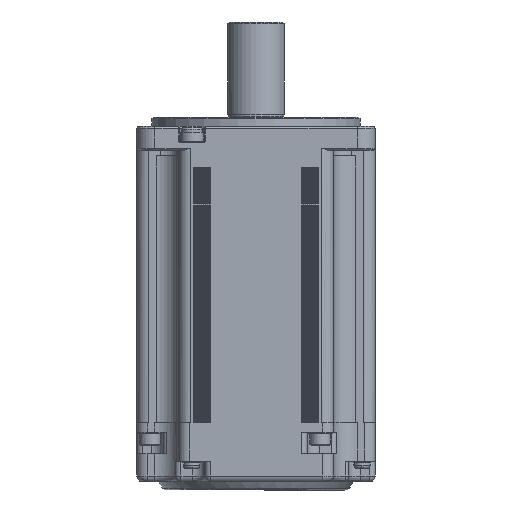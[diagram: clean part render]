
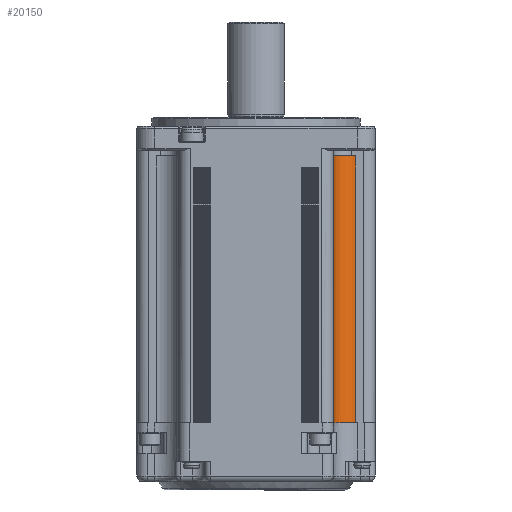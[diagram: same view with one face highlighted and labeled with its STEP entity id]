
A CAD part, front view. The second image highlights one B-rep face of the part: STEP entity #20150.
In plain terms, the highlighted cylindrical face has radius 7.5 mm (diameter 15 mm), a partial arc.
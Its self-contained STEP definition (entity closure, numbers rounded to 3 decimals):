
#16631=CARTESIAN_POINT('',(26.,-33.5,14.1));
#16632=VERTEX_POINT('',#16631);
#16639=CARTESIAN_POINT('',(26.,-33.5,-75.5));
#16640=VERTEX_POINT('',#16639);
#16641=CARTESIAN_POINT('',(26.,-33.5,-75.5));
#16642=DIRECTION('',(0.,0.,1.));
#16643=VECTOR('',#16642,89.6);
#16644=LINE('',#16641,#16643);
#16645=EDGE_CURVE('',#16640,#16632,#16644,.T.);
#16699=CARTESIAN_POINT('',(33.5,-26.,-75.5));
#16700=VERTEX_POINT('',#16699);
#16707=CARTESIAN_POINT('',(33.5,-26.,14.1));
#16708=VERTEX_POINT('',#16707);
#16709=CARTESIAN_POINT('',(33.5,-26.,-75.5));
#16710=DIRECTION('',(0.,0.,1.));
#16711=VECTOR('',#16710,89.6);
#16712=LINE('',#16709,#16711);
#16713=EDGE_CURVE('',#16700,#16708,#16712,.T.);
#20120=CARTESIAN_POINT('',(33.5,-33.5,14.1));
#20121=DIRECTION('',(-1.,0.,0.));
#20122=DIRECTION('',(0.,0.,-1.));
#20123=AXIS2_PLACEMENT_3D('',#20120,#20122,#20121);
#20124=CIRCLE('',#20123,7.5);
#20125=EDGE_CURVE('',#16632,#16708,#20124,.T.);
#20133=CARTESIAN_POINT('',(33.5,-33.5,-75.5));
#20134=DIRECTION('',(0.,1.,0.));
#20135=DIRECTION('',(0.,0.,1.));
#20136=AXIS2_PLACEMENT_3D('',#20133,#20135,#20134);
#20137=CYLINDRICAL_SURFACE('',#20136,7.5);
#20138=ORIENTED_EDGE('',*,*,#20125,.F.);
#20139=ORIENTED_EDGE('',*,*,#16645,.F.);
#20140=CARTESIAN_POINT('',(33.5,-33.5,-75.5));
#20141=DIRECTION('',(0.,1.,0.));
#20142=DIRECTION('',(0.,0.,1.));
#20143=AXIS2_PLACEMENT_3D('',#20140,#20142,#20141);
#20144=CIRCLE('',#20143,7.5);
#20145=EDGE_CURVE('',#16700,#16640,#20144,.T.);
#20146=ORIENTED_EDGE('',*,*,#20145,.F.);
#20147=ORIENTED_EDGE('',*,*,#16713,.T.);
#20148=EDGE_LOOP('',(#20138,#20139,#20146,#20147));
#20149=FACE_OUTER_BOUND('',#20148,.T.);
#20150=ADVANCED_FACE('',(#20149),#20137,.F.);
